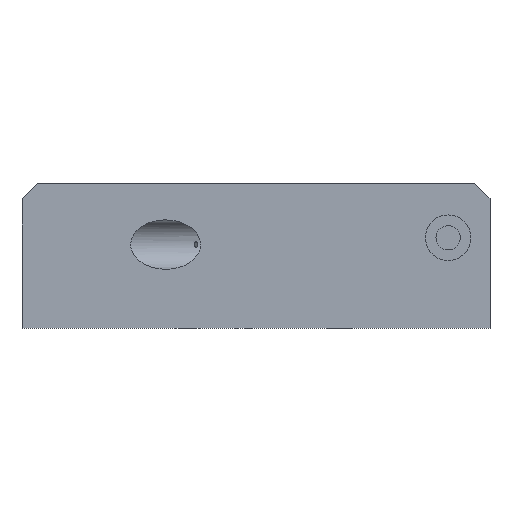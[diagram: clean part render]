
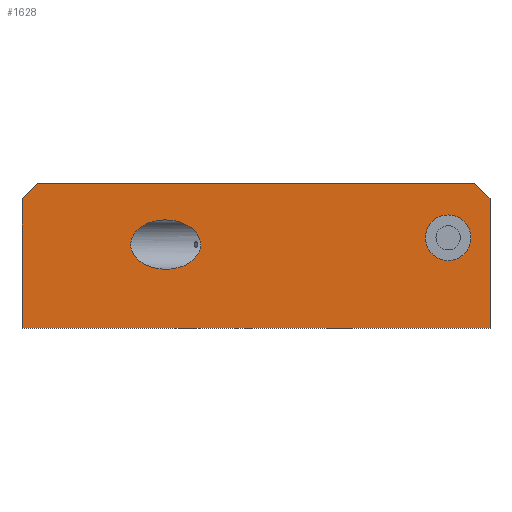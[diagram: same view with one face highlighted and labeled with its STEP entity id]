
A CAD part, front view. The second image highlights one B-rep face of the part: STEP entity #1628.
In plain terms, the highlighted planar face has unit normal (0, -1, 0).
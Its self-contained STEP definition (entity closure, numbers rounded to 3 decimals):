
#24=ELLIPSE('',#1719,4.596,3.25);
#25=ELLIPSE('',#1720,4.596,3.25);
#74=FACE_BOUND('',#359,.T.);
#75=FACE_BOUND('',#360,.T.);
#146=PLANE('',#1792);
#238=FACE_OUTER_BOUND('',#358,.T.);
#358=EDGE_LOOP('',(#1517,#1518,#1519,#1520,#1521,#1522));
#359=EDGE_LOOP('',(#1523,#1524));
#360=EDGE_LOOP('',(#1525));
#462=LINE('',#2496,#622);
#465=LINE('',#2501,#625);
#489=LINE('',#2556,#649);
#518=LINE('',#2720,#678);
#519=LINE('',#2723,#679);
#525=LINE('',#2742,#685);
#622=VECTOR('',#2014,10.);
#625=VECTOR('',#2019,10.);
#649=VECTOR('',#2065,10.);
#678=VECTOR('',#2226,10.);
#679=VECTOR('',#2229,10.);
#685=VECTOR('',#2253,10.);
#709=CIRCLE('',#1731,3.);
#814=VERTEX_POINT('',#2494);
#815=VERTEX_POINT('',#2495);
#816=VERTEX_POINT('',#2500);
#836=VERTEX_POINT('',#2555);
#838=VERTEX_POINT('',#2561);
#839=VERTEX_POINT('',#2563);
#846=VERTEX_POINT('',#2617);
#871=VERTEX_POINT('',#2718);
#872=VERTEX_POINT('',#2722);
#993=EDGE_CURVE('',#814,#815,#462,.T.);
#996=EDGE_CURVE('',#815,#816,#465,.T.);
#1025=EDGE_CURVE('',#816,#836,#489,.T.);
#1029=EDGE_CURVE('',#839,#838,#24,.T.);
#1030=EDGE_CURVE('',#838,#839,#25,.T.);
#1038=EDGE_CURVE('',#846,#846,#709,.T.);
#1084=EDGE_CURVE('',#871,#814,#518,.T.);
#1085=EDGE_CURVE('',#872,#836,#519,.T.);
#1095=EDGE_CURVE('',#872,#871,#525,.T.);
#1517=ORIENTED_EDGE('',*,*,#993,.F.);
#1518=ORIENTED_EDGE('',*,*,#1084,.F.);
#1519=ORIENTED_EDGE('',*,*,#1095,.F.);
#1520=ORIENTED_EDGE('',*,*,#1085,.T.);
#1521=ORIENTED_EDGE('',*,*,#1025,.F.);
#1522=ORIENTED_EDGE('',*,*,#996,.F.);
#1523=ORIENTED_EDGE('',*,*,#1029,.T.);
#1524=ORIENTED_EDGE('',*,*,#1030,.T.);
#1525=ORIENTED_EDGE('',*,*,#1038,.T.);
#1628=ADVANCED_FACE('',(#238,#74,#75),#146,.T.);
#1719=AXIS2_PLACEMENT_3D('',#2564,#2072,#2073);
#1720=AXIS2_PLACEMENT_3D('',#2565,#2074,#2075);
#1731=AXIS2_PLACEMENT_3D('',#2618,#2097,#2098);
#1792=AXIS2_PLACEMENT_3D('',#2741,#2251,#2252);
#2014=DIRECTION('',(0.707,0.,0.707));
#2019=DIRECTION('',(1.,0.,0.));
#2065=DIRECTION('',(0.707,0.,-0.707));
#2072=DIRECTION('center_axis',(0.,1.,0.));
#2073=DIRECTION('ref_axis',(-1.,0.,0.));
#2074=DIRECTION('center_axis',(0.,1.,0.));
#2075=DIRECTION('ref_axis',(-1.,0.,0.));
#2097=DIRECTION('center_axis',(0.,1.,0.));
#2098=DIRECTION('ref_axis',(1.,0.,0.));
#2226=DIRECTION('',(0.,0.,1.));
#2229=DIRECTION('',(0.,0.,1.));
#2251=DIRECTION('center_axis',(0.,-1.,0.));
#2252=DIRECTION('ref_axis',(1.,0.,0.));
#2253=DIRECTION('',(-1.,0.,0.));
#2494=CARTESIAN_POINT('',(-30.75,-19.3,17.));
#2495=CARTESIAN_POINT('',(-28.75,-19.3,19.));
#2496=CARTESIAN_POINT('',(-34.5,-19.3,13.25));
#2500=CARTESIAN_POINT('',(28.75,-19.3,19.));
#2501=CARTESIAN_POINT('',(30.75,-19.3,19.));
#2555=CARTESIAN_POINT('',(30.75,-19.3,17.));
#2556=CARTESIAN_POINT('',(19.125,-19.3,28.625));
#2561=CARTESIAN_POINT('',(-11.875,-19.3,7.75));
#2563=CARTESIAN_POINT('',(-7.279,-19.3,11.));
#2564=CARTESIAN_POINT('Origin',(-11.875,-19.3,11.));
#2565=CARTESIAN_POINT('Origin',(-11.875,-19.3,11.));
#2617=CARTESIAN_POINT('',(22.25,-19.3,11.9));
#2618=CARTESIAN_POINT('Origin',(25.25,-19.3,11.9));
#2718=CARTESIAN_POINT('',(-30.75,-19.3,0.));
#2720=CARTESIAN_POINT('',(-30.75,-19.3,0.));
#2722=CARTESIAN_POINT('',(30.75,-19.3,0.));
#2723=CARTESIAN_POINT('',(30.75,-19.3,0.));
#2741=CARTESIAN_POINT('Origin',(-30.75,-19.3,0.));
#2742=CARTESIAN_POINT('',(30.75,-19.3,0.));
